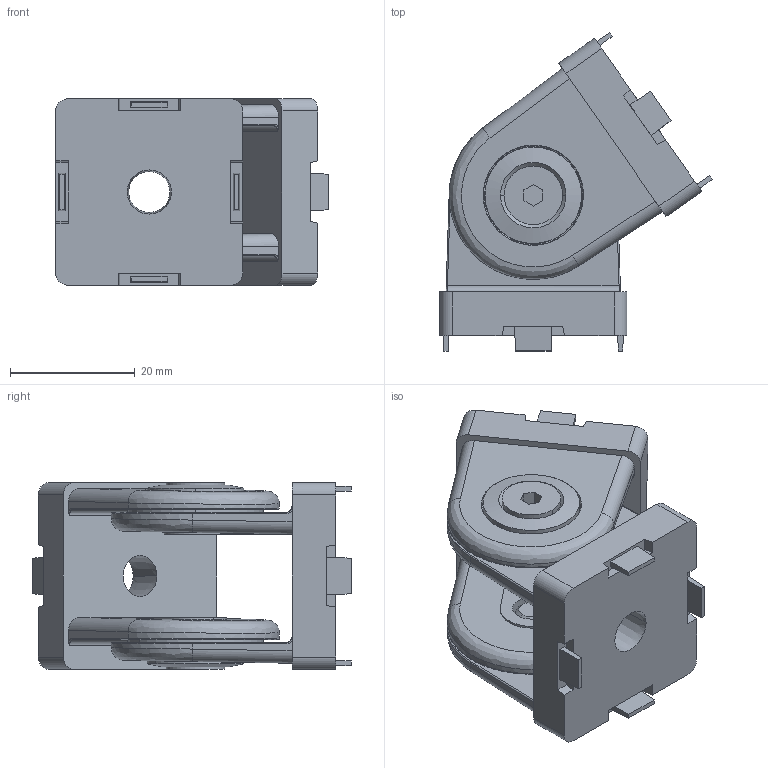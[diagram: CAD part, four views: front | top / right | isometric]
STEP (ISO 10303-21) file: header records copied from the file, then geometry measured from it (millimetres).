
FILE_DESCRIPTION (( 'STEP AP214' ), '1' );
FILE_NAME ('7126400', '2019-01-30T08:43:14', ( '' ), ('JUGARD+KÜNSTNER GmbH'), 'SwSTEP 2.0', 'SolidWorks 2017', '' );
FILE_SCHEMA (( 'AUTOMOTIVE_DESIGN' ));
Length unit declared in the file: millimetre
Products named in the file (5): Part4; Part6; 7126400; Part1; Part7
Assembly tree (8 placements, depth 2):
  7126400
    Part4  x2
    Part7  x2
    Part6  x2
    Part1  x2
Bounding box: 43.72 x 51.1 x 30 mm (x, y, z)
Volume: 21154.8 mm3; surface area: 14360.3 mm2
Topology: 8 solids, 8 shells, 332 faces, 798 edges, 508 vertices
Faces by surface type: plane 150, cylinder 92, bspline 50, cone 40
Entity records: 8012 total; most frequent: CARTESIAN_POINT 2209, ORIENTED_EDGE 798, DIRECTION 761, EDGE_CURVE 399, AXIS2_PLACEMENT_3D 268, VERTEX_POINT 254, LINE 225, VECTOR 225
